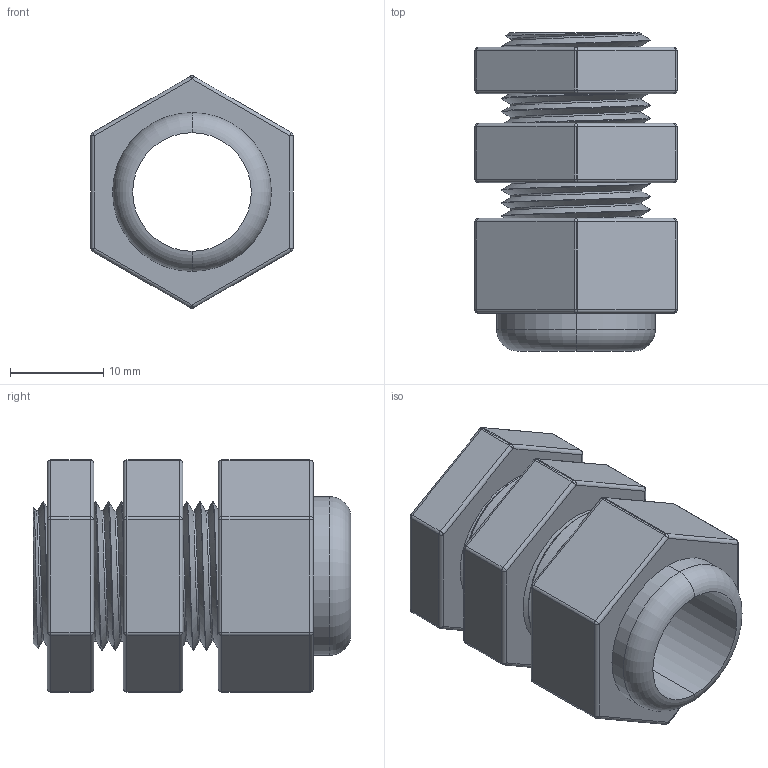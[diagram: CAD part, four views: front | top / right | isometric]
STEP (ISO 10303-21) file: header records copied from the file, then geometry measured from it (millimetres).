
FILE_DESCRIPTION (( 'STEP AP214' ), '1' );
FILE_NAME ('96000004.step', '2016-03-14T14:22:46', ( '' ), ( '' ), 'SwSTEP 2.0', 'SolidWorks 2015', '' );
FILE_SCHEMA (( 'AUTOMOTIVE_DESIGN' ));
Length unit declared in the file: inch
Products named in the file (1): 96000004
Bounding box: 21.65 x 34.03 x 24.88 mm (x, y, z)
Volume: 6355.8 mm3; surface area: 6873.5 mm2
Topology: 1 solids, 1 shells, 143 faces, 344 edges, 168 vertices
Faces by surface type: cylinder 69, sphere 36, plane 26, bspline 7, cone 3, torus 2
Entity records: 10969 total; most frequent: CARTESIAN_POINT 6054, DIRECTION 663, ORIENTED_EDGE 616, EDGE_CURVE 308, AXIS2_PLACEMENT_3D 268, VERTEX_POINT 168, EDGE_LOOP 150, LENGTH_MEASURE_WITH_UNIT 146
